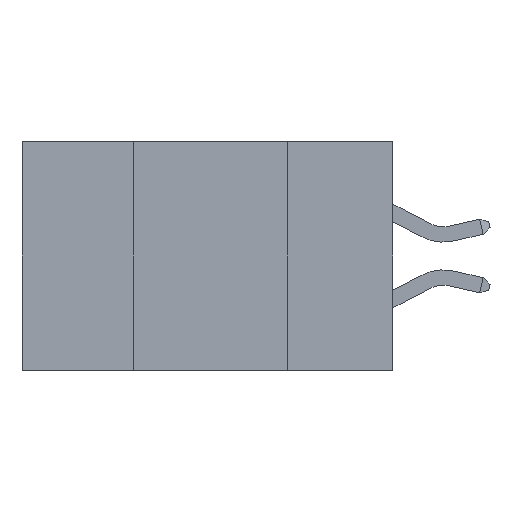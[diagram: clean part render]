
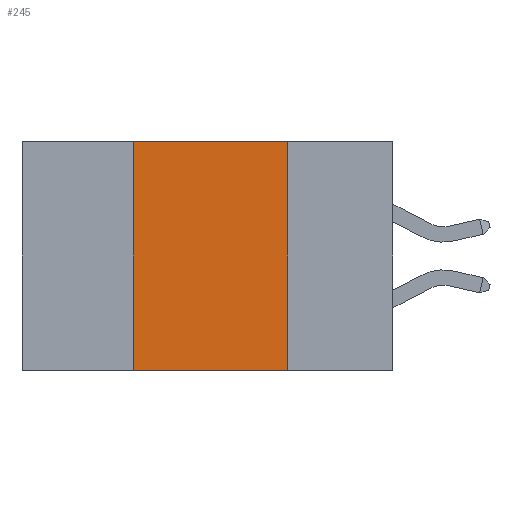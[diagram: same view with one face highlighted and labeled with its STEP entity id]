
A CAD part, left-side view. The second image highlights one B-rep face of the part: STEP entity #245.
In plain terms, the highlighted planar face has unit normal (-1, 0, 0).
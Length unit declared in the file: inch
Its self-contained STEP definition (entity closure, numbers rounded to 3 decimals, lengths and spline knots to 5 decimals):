
#245 = ADVANCED_FACE ( 'NONE', ( #16557 ), #15078, .F. ) ;
#1017 = EDGE_CURVE ( 'NONE', #4085, #9603, #24635, .T. ) ;
#2193 = EDGE_LOOP ( 'NONE', ( #17734, #2616, #14056, #19717 ) ) ;
#2616 = ORIENTED_EDGE ( 'NONE', *, *, #1017, .F. ) ;
#3031 = CARTESIAN_POINT ( 'NONE',  ( 0., 0.6, -0.37 ) ) ;
#3189 = CARTESIAN_POINT ( 'NONE',  ( 0., 0.17, -0.37 ) ) ;
#4085 = VERTEX_POINT ( 'NONE', #16584 ) ;
#4094 = CARTESIAN_POINT ( 'NONE',  ( 0., 0.17, 0. ) ) ;
#4465 = VERTEX_POINT ( 'NONE', #13351 ) ;
#5204 = DIRECTION ( 'NONE',  ( 0., -1., 0. ) ) ;
#6779 = CARTESIAN_POINT ( 'NONE',  ( 0., 0.42, 0. ) ) ;
#7328 = LINE ( 'NONE', #3031, #18087 ) ;
#7748 = VECTOR ( 'NONE', #17685, 39.37008 ) ;
#8598 = CARTESIAN_POINT ( 'NONE',  ( 0., 0.6, 0. ) ) ;
#9603 = VERTEX_POINT ( 'NONE', #4094 ) ;
#9904 = AXIS2_PLACEMENT_3D ( 'NONE', #17829, #27225, #27411 ) ;
#10432 = LINE ( 'NONE', #23104, #16835 ) ;
#10490 = LINE ( 'NONE', #6779, #15555 ) ;
#10714 = VERTEX_POINT ( 'NONE', #3189 ) ;
#13351 = CARTESIAN_POINT ( 'NONE',  ( 0., 0.42, -0.37 ) ) ;
#14056 = ORIENTED_EDGE ( 'NONE', *, *, #16462, .F. ) ;
#15017 = EDGE_CURVE ( 'NONE', #9603, #10714, #10432, .T. ) ;
#15078 = PLANE ( 'NONE',  #9904 ) ;
#15555 = VECTOR ( 'NONE', #23765, 39.37008 ) ;
#16083 = EDGE_CURVE ( 'NONE', #4465, #10714, #7328, .T. ) ;
#16462 = EDGE_CURVE ( 'NONE', #4465, #4085, #10490, .T. ) ;
#16557 = FACE_OUTER_BOUND ( 'NONE', #2193, .T. ) ;
#16584 = CARTESIAN_POINT ( 'NONE',  ( 0., 0.42, 0. ) ) ;
#16835 = VECTOR ( 'NONE', #16912, 39.37008 ) ;
#16912 = DIRECTION ( 'NONE',  ( 0., 0., -1. ) ) ;
#17685 = DIRECTION ( 'NONE',  ( 0., -1., 0. ) ) ;
#17734 = ORIENTED_EDGE ( 'NONE', *, *, #15017, .F. ) ;
#17829 = CARTESIAN_POINT ( 'NONE',  ( 0., 0.6, 0. ) ) ;
#18087 = VECTOR ( 'NONE', #5204, 39.37008 ) ;
#19717 = ORIENTED_EDGE ( 'NONE', *, *, #16083, .T. ) ;
#23104 = CARTESIAN_POINT ( 'NONE',  ( 0., 0.17, 0. ) ) ;
#23765 = DIRECTION ( 'NONE',  ( 0., 0., 1. ) ) ;
#24635 = LINE ( 'NONE', #8598, #7748 ) ;
#27225 = DIRECTION ( 'NONE',  ( 1., 0., 0. ) ) ;
#27411 = DIRECTION ( 'NONE',  ( 0., 0., -1. ) ) ;
